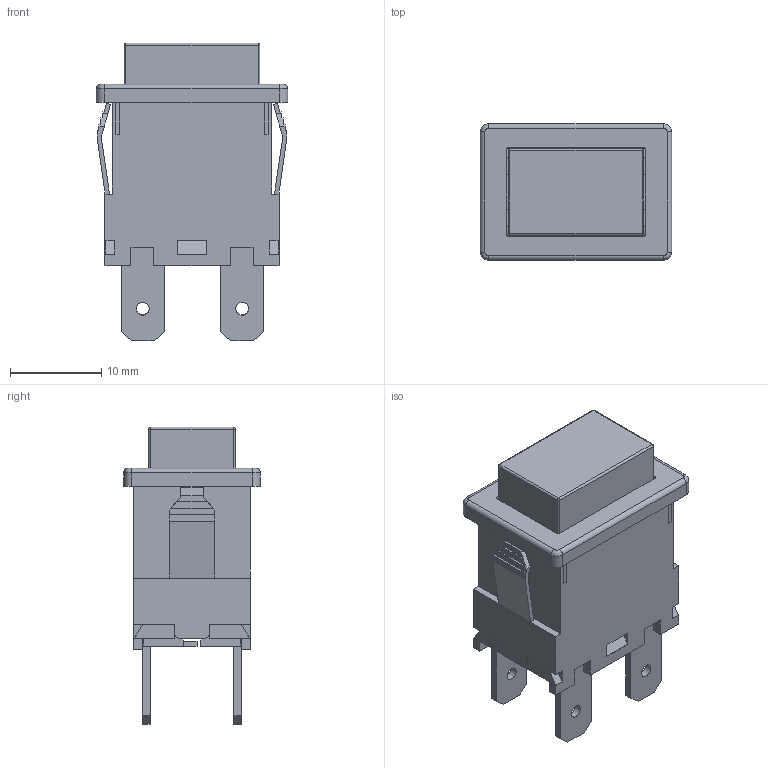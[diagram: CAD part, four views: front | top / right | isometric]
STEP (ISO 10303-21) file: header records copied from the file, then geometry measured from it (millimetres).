
FILE_DESCRIPTION(/* description */ (''),/* implementation_level */ '2;1');
FILE_NAME(/* name */ 'PB1973FxxxxxxEF0.stp',/* time_stamp */ '2025-05-28T08:58:52-05:00',/* author */ ('mroman'),/* organization */ (''),/* preprocessor_version */ 'ST-DEVELOPER v18.1',/* originating_system */ 'Autodesk Inventor 2022',/* authorisation */ '');
FILE_SCHEMA (('AUTOMOTIVE_DESIGN { 1 0 10303 214 3 1 1 }'));
Length unit declared in the file: centimetre
Products named in the file (1): PB1973FxxxxxxEF0
Bounding box: 21 x 15 x 32.65 mm (x, y, z)
Volume: 3382.4 mm3; surface area: 6047.4 mm2
Topology: 1 solids, 1 shells, 1285 faces, 3603 edges, 2364 vertices
Faces by surface type: plane 850, bspline 325, cylinder 90, sphere 12, torus 8
Full cylindrical faces by diameter (mm): 1.4 x4
Entity records: 42664 total; most frequent: CARTESIAN_POINT 11594, ORIENTED_EDGE 7190, DIRECTION 5077, EDGE_CURVE 3595, LINE 2735, VECTOR 2735, VERTEX_POINT 2364, EDGE_LOOP 1373
